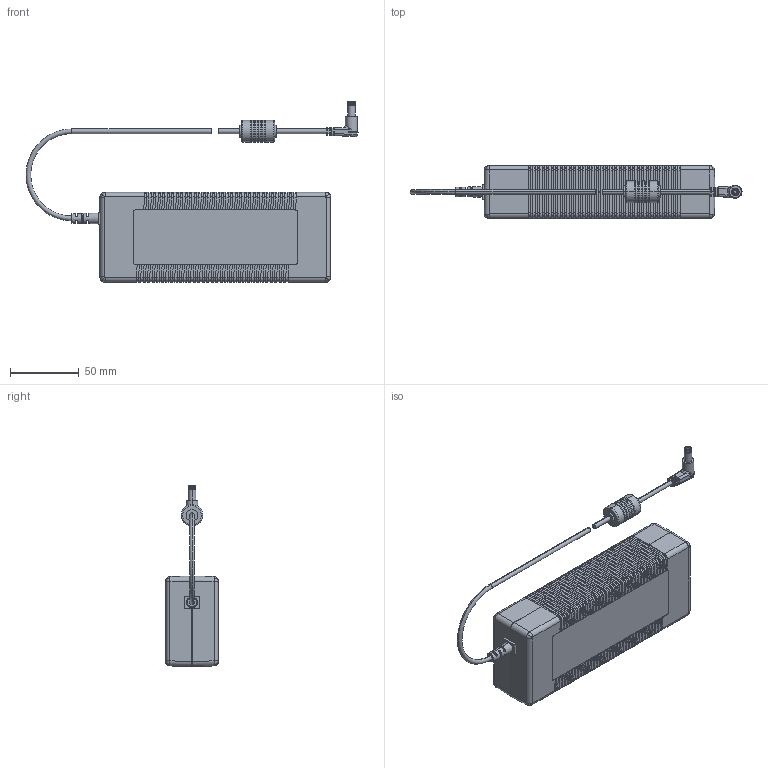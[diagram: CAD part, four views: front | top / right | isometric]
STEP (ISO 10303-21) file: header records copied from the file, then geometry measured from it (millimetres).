
FILE_DESCRIPTION (( 'STEP AP214' ), '1' );
FILE_NAME ('PIPS-56V118W-R25MMDC_3D.STEP', '2020-03-18T18:09:41', ( '' ), ( '' ), 'SwSTEP 2.0', 'SolidWorks 2018', '' );
FILE_SCHEMA (( 'AUTOMOTIVE_DESIGN' ));
Length unit declared in the file: inch
Products named in the file (3): PIPS-56V118W-R25MMDC_3D; PS56118-25R_DCcord; PS56118-25R_MainBody
Assembly tree (2 placements, depth 2):
  PIPS-56V118W-R25MMDC_3D
    PS56118-25R_MainBody
    PS56118-25R_DCcord
Bounding box: 241.98 x 38.42 x 131.71 mm (x, y, z)
Volume: 418661.4 mm3; surface area: 52130.7 mm2
Topology: 5 solids, 5 shells, 1857 faces, 5354 edges, 3531 vertices
Faces by surface type: plane 1244, cylinder 520, torus 32, bspline 31, cone 30
Entity records: 85509 total; most frequent: CARTESIAN_POINT 12163, ORIENTED_EDGE 10704, DIRECTION 9950, EDGE_CURVE 5352, VECTOR 4130, LINE 4130, VERTEX_POINT 3531, AXIS2_PLACEMENT_3D 2910
